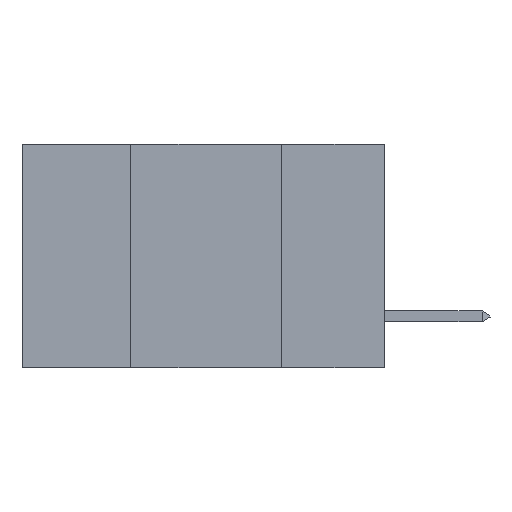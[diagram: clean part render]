
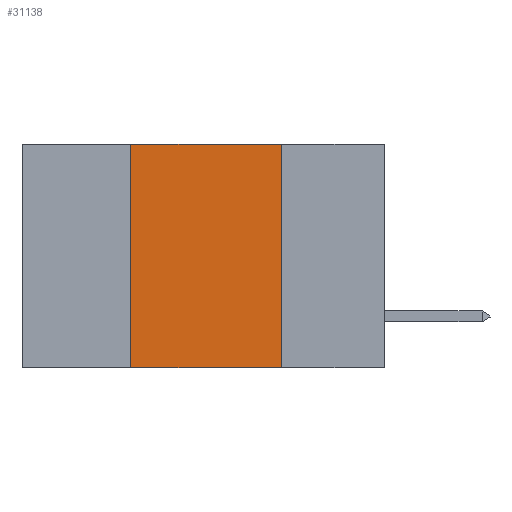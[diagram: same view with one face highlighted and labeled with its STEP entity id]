
A CAD part, left-side view. The second image highlights one B-rep face of the part: STEP entity #31138.
In plain terms, the highlighted planar face has unit normal (-1, 0, 0).
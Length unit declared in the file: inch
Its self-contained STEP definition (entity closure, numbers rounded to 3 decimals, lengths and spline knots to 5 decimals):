
#1698 = EDGE_CURVE ( 'NONE', #16132, #47368, #42299, .T. ) ;
#2725 = LINE ( 'NONE', #43087, #32505 ) ;
#4499 = VECTOR ( 'NONE', #9653, 39.37008 ) ;
#4700 = DIRECTION ( 'NONE',  ( 1., 0., 0. ) ) ;
#8372 = EDGE_CURVE ( 'NONE', #47368, #34801, #2725, .T. ) ;
#9653 = DIRECTION ( 'NONE',  ( 0., -1., 0. ) ) ;
#9697 = VECTOR ( 'NONE', #49761, 39.37008 ) ;
#10078 = VECTOR ( 'NONE', #15053, 39.37008 ) ;
#11357 = CARTESIAN_POINT ( 'NONE',  ( 0., 0.17, 0. ) ) ;
#11360 = ORIENTED_EDGE ( 'NONE', *, *, #1698, .F. ) ;
#14626 = CARTESIAN_POINT ( 'NONE',  ( 0., 0.42, 0. ) ) ;
#15053 = DIRECTION ( 'NONE',  ( 0., 0., 1. ) ) ;
#15766 = CARTESIAN_POINT ( 'NONE',  ( 0., 0.17, 0. ) ) ;
#16132 = VERTEX_POINT ( 'NONE', #19301 ) ;
#17884 = EDGE_LOOP ( 'NONE', ( #45749, #32170, #11360, #30326 ) ) ;
#19301 = CARTESIAN_POINT ( 'NONE',  ( 0., 0.42, -0.37 ) ) ;
#20162 = DIRECTION ( 'NONE',  ( 0., -1., 0. ) ) ;
#21081 = AXIS2_PLACEMENT_3D ( 'NONE', #23517, #4700, #39316 ) ;
#21890 = LINE ( 'NONE', #11357, #9697 ) ;
#23517 = CARTESIAN_POINT ( 'NONE',  ( 0., 0.6, 0. ) ) ;
#28527 = EDGE_CURVE ( 'NONE', #34801, #31075, #21890, .T. ) ;
#29534 = CARTESIAN_POINT ( 'NONE',  ( 0., 0.6, -0.37 ) ) ;
#30326 = ORIENTED_EDGE ( 'NONE', *, *, #40129, .T. ) ;
#31075 = VERTEX_POINT ( 'NONE', #46971 ) ;
#31138 = ADVANCED_FACE ( 'NONE', ( #36724 ), #43058, .F. ) ;
#32170 = ORIENTED_EDGE ( 'NONE', *, *, #8372, .F. ) ;
#32505 = VECTOR ( 'NONE', #20162, 39.37008 ) ;
#34801 = VERTEX_POINT ( 'NONE', #15766 ) ;
#35456 = LINE ( 'NONE', #29534, #4499 ) ;
#36724 = FACE_OUTER_BOUND ( 'NONE', #17884, .T. ) ;
#39316 = DIRECTION ( 'NONE',  ( 0., 0., -1. ) ) ;
#40129 = EDGE_CURVE ( 'NONE', #16132, #31075, #35456, .T. ) ;
#42299 = LINE ( 'NONE', #46813, #10078 ) ;
#43058 = PLANE ( 'NONE',  #21081 ) ;
#43087 = CARTESIAN_POINT ( 'NONE',  ( 0., 0.6, 0. ) ) ;
#45749 = ORIENTED_EDGE ( 'NONE', *, *, #28527, .F. ) ;
#46813 = CARTESIAN_POINT ( 'NONE',  ( 0., 0.42, 0. ) ) ;
#46971 = CARTESIAN_POINT ( 'NONE',  ( 0., 0.17, -0.37 ) ) ;
#47368 = VERTEX_POINT ( 'NONE', #14626 ) ;
#49761 = DIRECTION ( 'NONE',  ( 0., 0., -1. ) ) ;
